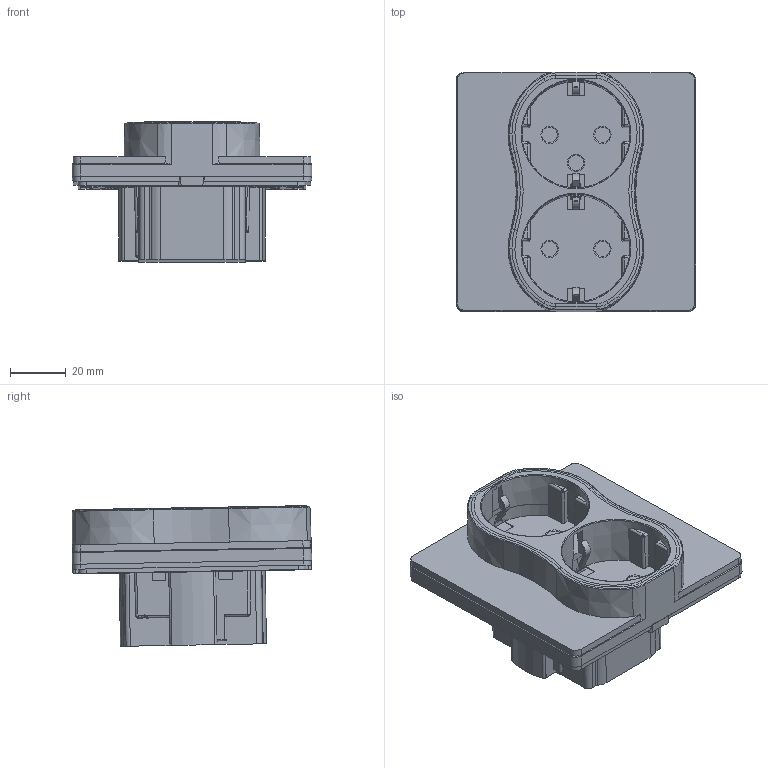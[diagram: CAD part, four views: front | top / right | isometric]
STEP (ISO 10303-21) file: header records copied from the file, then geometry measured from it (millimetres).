
FILE_DESCRIPTION (( 'STEP AP214' ), '1' );
FILE_NAME ('s86_16ey2_asm.STEP', '2025-03-27T07:58:18', ( '' ), ( '' ), 'SwSTEP 2.0', 'SolidWorks 2022', '' );
FILE_SCHEMA (( 'AUTOMOTIVE_DESIGN' ));
Length unit declared in the file: millimetre
Products named in the file (1): s86_16ey2_asm
Bounding box: 86.16 x 86.14 x 50.56 mm (x, y, z)
Volume: 136465.1 mm3; surface area: 43092.4 mm2
Topology: 1 solids, 13 shells, 1023 faces, 2697 edges, 1732 vertices
Faces by surface type: plane 537, cone 212, cylinder 163, bspline 49, torus 38, sphere 24
Entity records: 37787 total; most frequent: CARTESIAN_POINT 8908, ORIENTED_EDGE 5386, DIRECTION 4940, EDGE_CURVE 2693, VERTEX_POINT 1732, AXIS2_PLACEMENT_3D 1703, VECTOR 1534, LINE 1534
